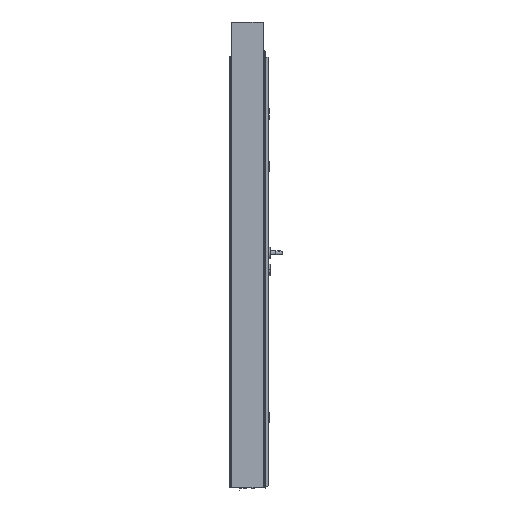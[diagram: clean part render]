
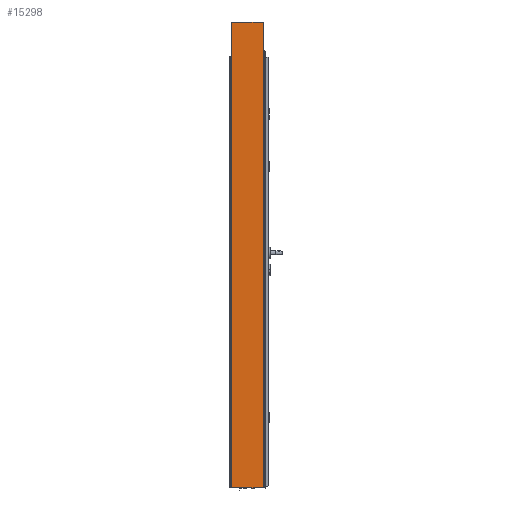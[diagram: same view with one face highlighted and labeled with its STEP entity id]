
A CAD part, left-side view. The second image highlights one B-rep face of the part: STEP entity #15298.
In plain terms, the highlighted planar face has unit normal (-1, 0, 0).
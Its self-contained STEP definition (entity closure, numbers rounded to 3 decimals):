
#15298=ADVANCED_FACE('',(#26895),#22853,.T.);
#22853=PLANE('',#132181);
#26895=FACE_OUTER_BOUND('',#33300,.T.);
#33300=EDGE_LOOP('',(#42421,#42422,#42423,#42424));
#42421=ORIENTED_EDGE('',*,*,#90543,.T.);
#42422=ORIENTED_EDGE('',*,*,#90542,.T.);
#42423=ORIENTED_EDGE('',*,*,#90544,.F.);
#42424=ORIENTED_EDGE('',*,*,#90522,.T.);
#78429=VERTEX_POINT('',#176288);
#78431=VERTEX_POINT('',#176291);
#78443=VERTEX_POINT('',#176327);
#78444=VERTEX_POINT('',#176329);
#90522=EDGE_CURVE('',#78431,#78429,#108540,.T.);
#90542=EDGE_CURVE('',#78443,#78444,#108560,.T.);
#90543=EDGE_CURVE('',#78429,#78443,#108561,.T.);
#90544=EDGE_CURVE('',#78431,#78444,#108562,.T.);
#108540=LINE('',#176290,#120242);
#108560=LINE('',#176330,#120262);
#108561=LINE('',#176332,#120263);
#108562=LINE('',#176333,#120264);
#120242=VECTOR('',#142903,1.);
#120262=VECTOR('',#142935,1.);
#120263=VECTOR('',#142938,1.);
#120264=VECTOR('',#142939,1.);
#132181=AXIS2_PLACEMENT_3D('',#176334,#142940,#142941);
#142903=DIRECTION('',(0.,-1.,0.));
#142935=DIRECTION('',(0.,1.,0.));
#142938=DIRECTION('',(0.,0.,1.));
#142939=DIRECTION('',(0.,0.,1.));
#142940=DIRECTION('',(-1.,0.,0.));
#142941=DIRECTION('',(0.,0.,1.));
#176288=CARTESIAN_POINT('',(-487.5,-19.,-7.75));
#176290=CARTESIAN_POINT('',(-487.5,131.,-7.75));
#176291=CARTESIAN_POINT('',(-487.5,131.,-7.75));
#176327=CARTESIAN_POINT('',(-487.5,-19.,2197.25));
#176329=CARTESIAN_POINT('',(-487.5,131.,2197.25));
#176330=CARTESIAN_POINT('',(-487.5,131.,2197.25));
#176332=CARTESIAN_POINT('',(-487.5,-19.,2197.25));
#176333=CARTESIAN_POINT('',(-487.5,131.,2197.25));
#176334=CARTESIAN_POINT('',(-487.5,131.,2197.25));
